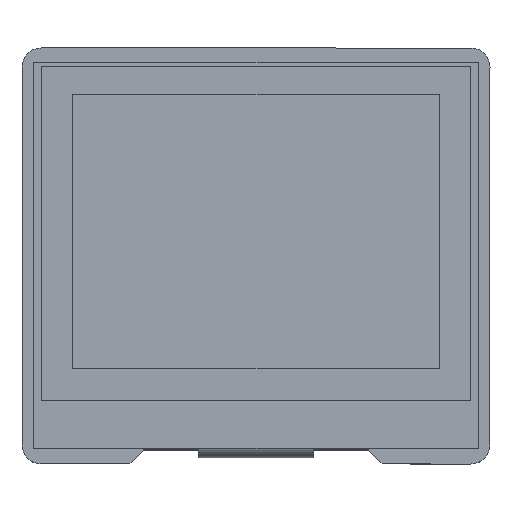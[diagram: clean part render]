
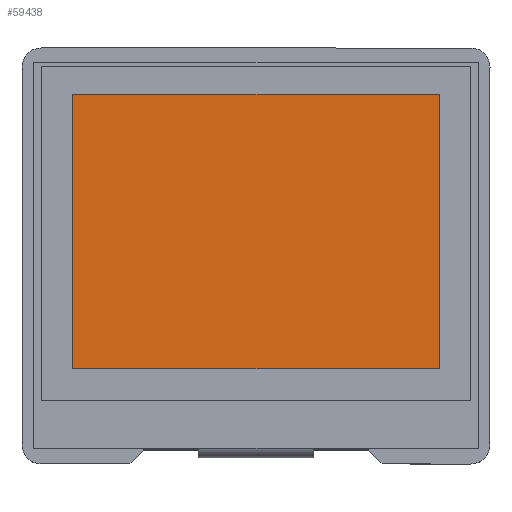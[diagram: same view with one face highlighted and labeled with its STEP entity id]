
A CAD part, top view. The second image highlights one B-rep face of the part: STEP entity #59438.
In plain terms, the highlighted planar face has unit normal (0, 0, 1).
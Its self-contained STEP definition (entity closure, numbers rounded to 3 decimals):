
#58528=DIRECTION('',(1.,0.,0.));
#58529=VECTOR('',#58528,26.86);
#58530=CARTESIAN_POINT('',(-13.43,10.07,1.575));
#58531=LINE('',#58530,#58529);
#58535=DIRECTION('',(0.,1.,0.));
#58536=VECTOR('',#58535,20.14);
#58537=CARTESIAN_POINT('',(13.43,-10.07,1.575));
#58538=LINE('',#58537,#58536);
#58542=DIRECTION('',(1.,0.,0.));
#58543=VECTOR('',#58542,26.86);
#58544=CARTESIAN_POINT('',(-13.43,-10.07,1.575));
#58545=LINE('',#58544,#58543);
#58549=DIRECTION('',(0.,1.,0.));
#58550=VECTOR('',#58549,20.14);
#58551=CARTESIAN_POINT('',(-13.43,-10.07,1.575));
#58552=LINE('',#58551,#58550);
#58605=CARTESIAN_POINT('',(-13.43,10.07,1.575));
#58606=CARTESIAN_POINT('',(13.43,10.07,1.575));
#58607=VERTEX_POINT('',#58605);
#58608=VERTEX_POINT('',#58606);
#58609=CARTESIAN_POINT('',(13.43,-10.07,1.575));
#58610=VERTEX_POINT('',#58609);
#58611=CARTESIAN_POINT('',(-13.43,-10.07,1.575));
#58612=VERTEX_POINT('',#58611);
#59424=CARTESIAN_POINT('',(0.,0.,1.575));
#59425=DIRECTION('',(0.,0.,1.));
#59426=DIRECTION('',(1.,0.,0.));
#59427=AXIS2_PLACEMENT_3D('',#59424,#59425,#59426);
#59428=PLANE('',#59427);
#59429=ORIENTED_EDGE('',*,*,#59414,.T.);
#59431=ORIENTED_EDGE('',*,*,#59430,.F.);
#59433=ORIENTED_EDGE('',*,*,#59432,.F.);
#59435=ORIENTED_EDGE('',*,*,#59434,.T.);
#59436=EDGE_LOOP('',(#59429,#59431,#59433,#59435));
#59437=FACE_OUTER_BOUND('',#59436,.F.);
#59438=ADVANCED_FACE('',(#59437),#59428,.T.);
#59414=EDGE_CURVE('',#58607,#58608,#58531,.T.);
#59430=EDGE_CURVE('',#58610,#58608,#58538,.T.);
#59432=EDGE_CURVE('',#58612,#58610,#58545,.T.);
#59434=EDGE_CURVE('',#58612,#58607,#58552,.T.);
